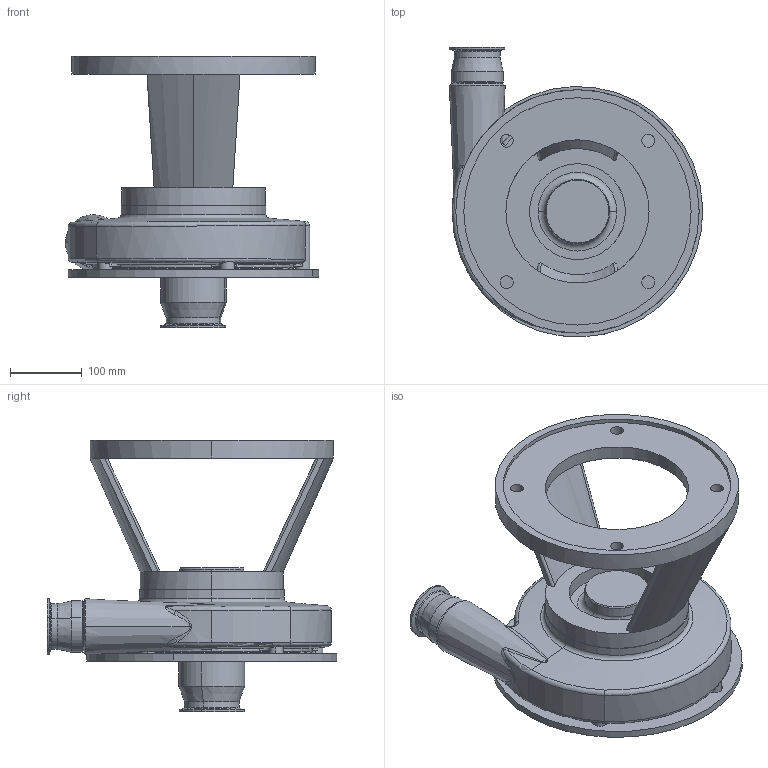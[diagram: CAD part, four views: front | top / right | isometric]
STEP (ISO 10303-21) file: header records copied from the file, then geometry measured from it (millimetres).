
FILE_DESCRIPTION (( 'STEP AP214' ), '1' );
FILE_NAME ('FPR 3551-3552 320-360TC VERT.STEP', '2023-01-13T16:50:42', ( '' ), ( '' ), 'SwSTEP 2.0', 'SolidWorks 2021', '' );
FILE_SCHEMA (( 'AUTOMOTIVE_DESIGN' ));
Length unit declared in the file: millimetre
Products named in the file (1): FPR 3551-3552 320-360TC VERT
Bounding box: 353.89 x 404.89 x 379.5 mm (x, y, z)
Volume: 8087864.1 mm3; surface area: 849767.2 mm2
Topology: 1 solids, 5 shells, 347 faces, 848 edges, 512 vertices
Faces by surface type: cylinder 132, cone 62, plane 61, torus 48, bspline 38, sphere 6
Entity records: 14566 total; most frequent: CARTESIAN_POINT 6628, DIRECTION 1673, ORIENTED_EDGE 1658, EDGE_CURVE 829, AXIS2_PLACEMENT_3D 721, VERTEX_POINT 512, CIRCLE 411, EDGE_LOOP 391
